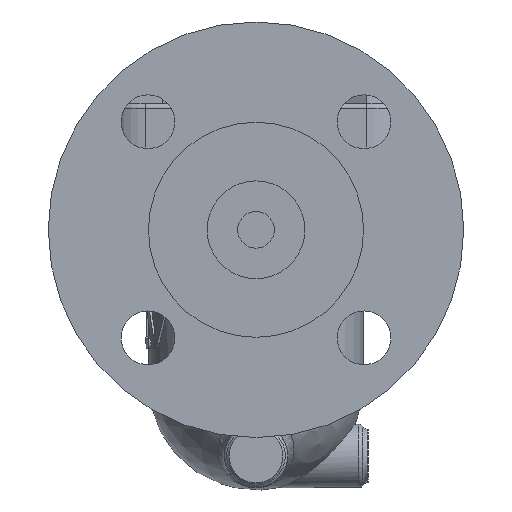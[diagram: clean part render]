
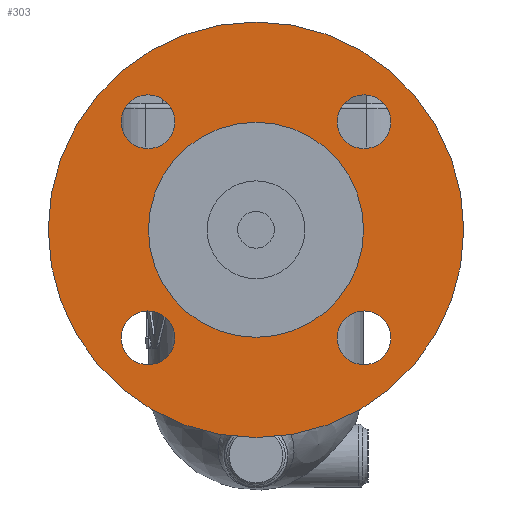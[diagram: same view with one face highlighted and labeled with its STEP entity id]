
A CAD part, left-side view. The second image highlights one B-rep face of the part: STEP entity #303.
In plain terms, the highlighted planar face has unit normal (-1, 0, 0).
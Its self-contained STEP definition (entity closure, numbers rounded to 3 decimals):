
#205=CARTESIAN_POINT('',(-135.,0.,-114.5));
#206=VERTEX_POINT('',#205);
#207=CARTESIAN_POINT('',(-135.0,0.0,-29.5));
#208=DIRECTION('',(1.0,0.0,0.0));
#209=DIRECTION('',(0.0,0.0,1.0));
#210=AXIS2_PLACEMENT_3D('',#207,#208,#209);
#211=CIRCLE('',#210,85.);
#212=EDGE_CURVE('',#206,#206,#211,.T.);
#225=CARTESIAN_POINT('',(-135.0,0.,-73.5));
#226=VERTEX_POINT('',#225);
#227=CARTESIAN_POINT('',(-135.0,0.0,-29.5));
#228=DIRECTION('',(1.0,0.0,0.0));
#229=DIRECTION('',(0.0,0.0,1.0));
#230=AXIS2_PLACEMENT_3D('',#227,#228,#229);
#231=CIRCLE('',#230,44.0);
#232=EDGE_CURVE('',#226,#226,#231,.T.);
#248=CARTESIAN_POINT('',(-135.0,0.0,-29.5));
#249=DIRECTION('',(-1.0,0.0,0.0));
#250=DIRECTION('',(0.0,0.0,1.0));
#251=AXIS2_PLACEMENT_3D('',#248,#249,#250);
#252=PLANE('',#251);
#253=ORIENTED_EDGE('',*,*,#212,.F.);
#254=EDGE_LOOP('',(#253));
#255=FACE_OUTER_BOUND('',#254,.T.);
#256=ORIENTED_EDGE('',*,*,#232,.T.);
#257=EDGE_LOOP('',(#256));
#258=FACE_BOUND('',#257,.T.);
#259=CARTESIAN_POINT('',(-135.0,-44.194,3.694));
#260=VERTEX_POINT('',#259);
#261=CARTESIAN_POINT('',(-135.,-44.194,14.694));
#262=DIRECTION('',(-1.0,0.0,0.0));
#263=DIRECTION('',(0.0,0.0,-1.0));
#264=AXIS2_PLACEMENT_3D('',#261,#262,#263);
#265=CIRCLE('',#264,11.0);
#266=EDGE_CURVE('',#260,#260,#265,.T.);
#267=ORIENTED_EDGE('',*,*,#266,.F.);
#268=EDGE_LOOP('',(#267));
#269=FACE_BOUND('',#268,.T.);
#270=CARTESIAN_POINT('',(-135.0,44.194,3.694));
#271=VERTEX_POINT('',#270);
#272=CARTESIAN_POINT('',(-135.,44.194,14.694));
#273=DIRECTION('',(-1.0,0.0,0.0));
#274=DIRECTION('',(0.0,-1.0,0.0));
#275=AXIS2_PLACEMENT_3D('',#272,#273,#274);
#276=CIRCLE('',#275,11.0);
#277=EDGE_CURVE('',#271,#271,#276,.T.);
#278=ORIENTED_EDGE('',*,*,#277,.F.);
#279=EDGE_LOOP('',(#278));
#280=FACE_BOUND('',#279,.T.);
#281=CARTESIAN_POINT('',(-135.0,44.194,-84.694));
#282=VERTEX_POINT('',#281);
#283=CARTESIAN_POINT('',(-135.,44.194,-73.694));
#284=DIRECTION('',(-1.0,0.0,0.0));
#285=DIRECTION('',(0.0,0.0,1.0));
#286=AXIS2_PLACEMENT_3D('',#283,#284,#285);
#287=CIRCLE('',#286,11.0);
#288=EDGE_CURVE('',#282,#282,#287,.T.);
#289=ORIENTED_EDGE('',*,*,#288,.F.);
#290=EDGE_LOOP('',(#289));
#291=FACE_BOUND('',#290,.T.);
#292=CARTESIAN_POINT('',(-135.0,-44.194,-84.694));
#293=VERTEX_POINT('',#292);
#294=CARTESIAN_POINT('',(-135.,-44.194,-73.694));
#295=DIRECTION('',(-1.0,0.0,0.0));
#296=DIRECTION('',(0.0,1.0,0.0));
#297=AXIS2_PLACEMENT_3D('',#294,#295,#296);
#298=CIRCLE('',#297,11.0);
#299=EDGE_CURVE('',#293,#293,#298,.T.);
#300=ORIENTED_EDGE('',*,*,#299,.F.);
#301=EDGE_LOOP('',(#300));
#302=FACE_BOUND('',#301,.T.);
#303=ADVANCED_FACE('',(#255,#258,#269,#280,#291,#302),#252,.T.);
